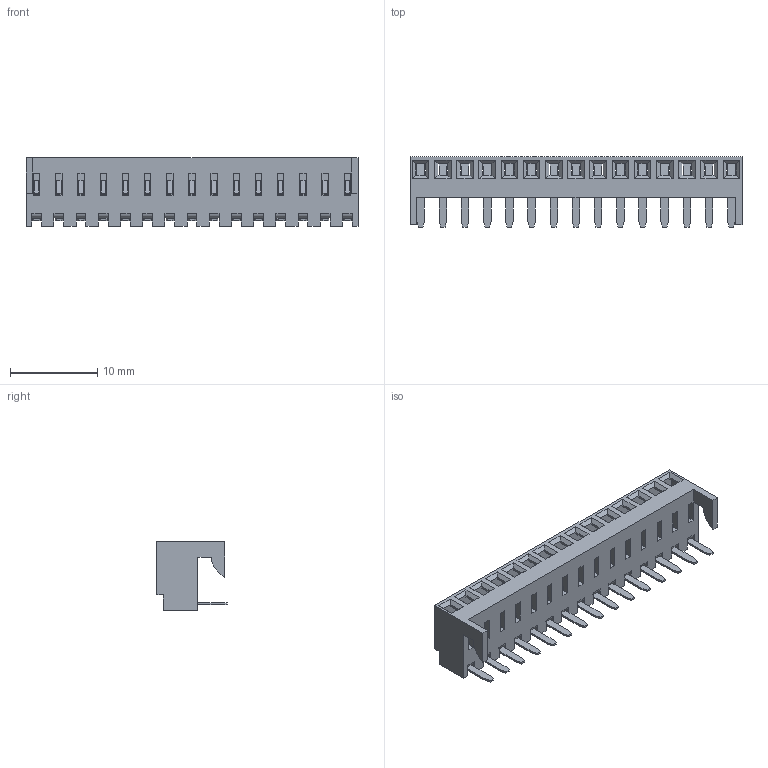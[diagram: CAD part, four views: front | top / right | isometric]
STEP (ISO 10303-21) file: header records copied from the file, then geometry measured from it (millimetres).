
FILE_DESCRIPTION(('STEP AP242'),'1');
FILE_NAME('0022152156.stp','2025-08-02T16:30:37',('TraceParts'),('TraceParts S.A.'),'Spatial InterOp 3D',' ',' ');
FILE_SCHEMA(('AP242_MANAGED_MODEL_BASED_3D_ENGINEERING_MIM_LF {1 0 10303 442 1 1 4}'));
Length unit declared in the file: millimetre
Products named in the file (1): 022152156
Bounding box: 38 x 8.05 x 7.87 mm (x, y, z)
Volume: 562.8 mm3; surface area: 2091.9 mm2
Topology: 1 solids, 1 shells, 761 faces, 2170 edges, 1426 vertices
Faces by surface type: plane 562, cylinder 199
Entity records: 24604 total; most frequent: CARTESIAN_POINT 4329, ORIENTED_EDGE 4280, DIRECTION 4124, EDGE_CURVE 2140, LINE 1742, VECTOR 1742, VERTEX_POINT 1396, AXIS2_PLACEMENT_3D 1191
